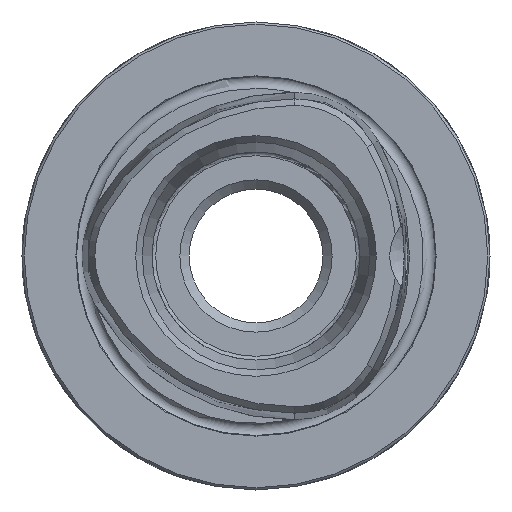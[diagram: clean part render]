
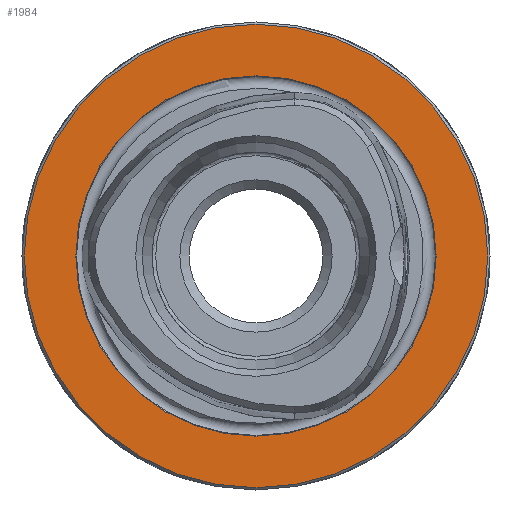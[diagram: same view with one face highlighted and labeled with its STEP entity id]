
A CAD part, left-side view. The second image highlights one B-rep face of the part: STEP entity #1984.
In plain terms, the highlighted planar face has unit normal (-1, 0, 0).
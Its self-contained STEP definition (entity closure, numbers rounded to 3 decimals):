
#437 = EDGE_CURVE ( 'NONE', #3611, #3611, #2681, .T. ) ;
#469 = CARTESIAN_POINT ( 'NONE',  ( 0., 0., 24.25 ) ) ;
#928 = PLANE ( 'NONE',  #1711 ) ;
#1404 = VERTEX_POINT ( 'NONE', #469 ) ;
#1523 = EDGE_LOOP ( 'NONE', ( #3774 ) ) ;
#1533 = CARTESIAN_POINT ( 'NONE',  ( 0., 0., 31.2 ) ) ;
#1711 = AXIS2_PLACEMENT_3D ( 'NONE', #2745, #2381, #3445 ) ;
#1730 = CARTESIAN_POINT ( 'NONE',  ( 0., 0., 0. ) ) ;
#1983 = CIRCLE ( 'NONE', #2741, 24.25 ) ;
#1984 = ADVANCED_FACE ( 'NONE', ( #2843, #4040 ), #928, .F. ) ;
#2381 = DIRECTION ( 'NONE',  ( 1., 0., 0. ) ) ;
#2440 = EDGE_LOOP ( 'NONE', ( #3839 ) ) ;
#2508 = CARTESIAN_POINT ( 'NONE',  ( 0., 0., 0. ) ) ;
#2631 = EDGE_CURVE ( 'NONE', #1404, #1404, #1983, .T. ) ;
#2681 = CIRCLE ( 'NONE', #2835, 31.2 ) ;
#2741 = AXIS2_PLACEMENT_3D ( 'NONE', #1730, #4279, #3550 ) ;
#2745 = CARTESIAN_POINT ( 'NONE',  ( 0., 24.25, 0. ) ) ;
#2835 = AXIS2_PLACEMENT_3D ( 'NONE', #2508, #3595, #3979 ) ;
#2843 = FACE_BOUND ( 'NONE', #2440, .T. ) ;
#3445 = DIRECTION ( 'NONE',  ( 0., 0., -1. ) ) ;
#3550 = DIRECTION ( 'NONE',  ( 0., 0., 1. ) ) ;
#3595 = DIRECTION ( 'NONE',  ( -1., 0., 0. ) ) ;
#3611 = VERTEX_POINT ( 'NONE', #1533 ) ;
#3774 = ORIENTED_EDGE ( 'NONE', *, *, #437, .T. ) ;
#3839 = ORIENTED_EDGE ( 'NONE', *, *, #2631, .F. ) ;
#3979 = DIRECTION ( 'NONE',  ( 0., 0., 1. ) ) ;
#4040 = FACE_OUTER_BOUND ( 'NONE', #1523, .T. ) ;
#4279 = DIRECTION ( 'NONE',  ( -1., 0., 0. ) ) ;
